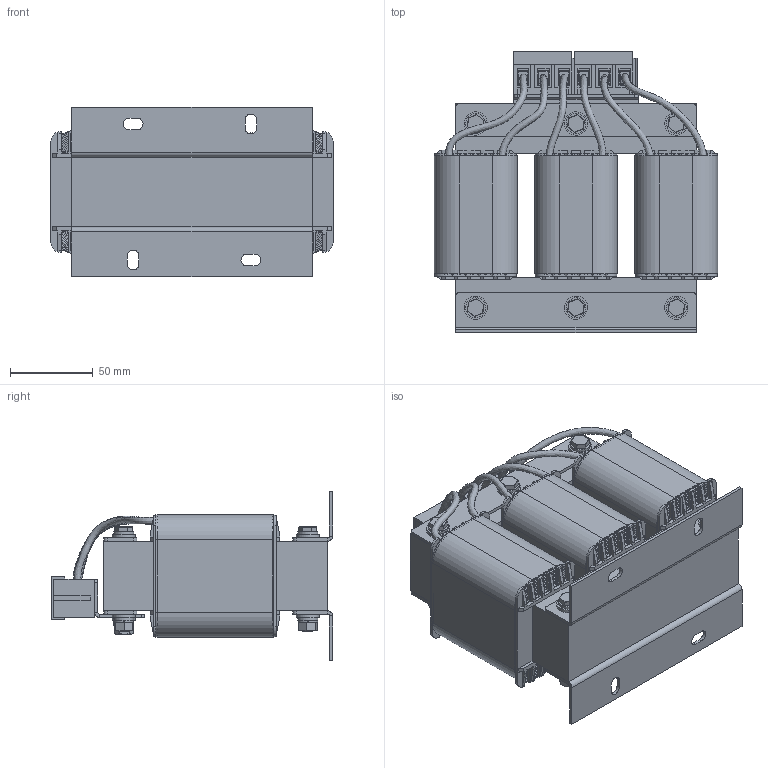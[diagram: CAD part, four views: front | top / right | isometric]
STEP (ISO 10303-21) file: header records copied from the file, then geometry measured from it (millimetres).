
FILE_DESCRIPTION (( 'STEP AP214' ), '1' );
FILE_NAME ('3D ������ �C�-035-�.STEP', '2021-10-22T13:30:05', ( '' ), ( '' ), 'SwSTEP 2.0', 'SolidWorks 2015', '' );
FILE_SCHEMA (( 'AUTOMOTIVE_DESIGN' ));
Length unit declared in the file: millimetre
Products named in the file (22): 彨犪猕瓲_00; ˜ ©¡  6 DIN 125_?ÿcöÿ 6 DIN 125; 則爨･遲ｨｪ_00; 娻腓獱 ガ_00; Šà®­èâ¥©­ ¤«ï ª«¥¬¬ë_00; ˜ ©¡  ¯« áâ¨ª®¢ ï_00; Š«¥¬¬ _3å12,5_00; 癌ｮｭ鞣･ｩｭ 罐ｫｮ｢ｮｩ_00; ‚¨­â Œ5å50_00; ˜ ©¡  ¯àã¦¨­­ ï 6 DIN 127_?ÿcöÿ ô £³ð--ÿ¯ 6 DIN 127; ��⠫�2^3D ������ �C�-035-�_00; 埀镡_00; ��⠫�12^3D ������ �C�-035-�_00; ƒ ©ª  Œ6 DIN 934_?ÿcòÿ ?6 DIN 934; 姞忏瑾燺00; ��⠫�10^3D ������ �C�-035-�_00; ��⠫�3^3D ������ �C�-035-�_00; 刈粤隱 ｢ 癸ｮ爭_00; ��⠫�1^3D ������ �C�-035-�_00; 3D ������ �C�-035-�; ��⠫�11^3D ������ �C�-035-�_00
Assembly tree (64 placements, depth 3):
  3D ������ �C�-035-�
    則爨･遲ｨｪ_00
    刈粤隱 ｢ 癸ｮ爭_00  x3
      姞忏瑾燺00
      埀镡_00
    癌ｮｭ鞣･ｩｭ 罐ｫｮ｢ｮｩ_00  x2
    彨犪猕瓲_00  x2
    ˜ ©¡  ¯« áâ¨ª®¢ ï_00  x12
    Šà®­èâ¥©­ ¤«ï ª«¥¬¬ë_00
    ˜ ©¡  6 DIN 125_?ÿcöÿ 6 DIN 125  x12
    ˜ ©¡  ¯àã¦¨­­ ï 6 DIN 127_?ÿcöÿ ô £³ð--ÿ¯ 6 DIN 127  x6
    ƒ ©ª  Œ6 DIN 934_?ÿcòÿ ?6 DIN 934  x6
    Š«¥¬¬ _3å12,5_00  x2
      Š«¥¬¬ _3å12,5_00
      娻腓獱 ガ_00
    ‚¨­â Œ5å50_00  x6
    ��⠫�1^3D ������ �C�-035-�_00
    ��⠫�2^3D ������ �C�-035-�_00
    ��⠫�3^3D ������ �C�-035-�_00
    ��⠫�10^3D ������ �C�-035-�_00
    ��⠫�11^3D ������ �C�-035-�_00
    ��⠫�12^3D ������ �C�-035-�_00
Bounding box: 171 x 169.6 x 102 mm (x, y, z)
Volume: 1242916.6 mm3; surface area: 352093.8 mm2
Topology: 151 solids, 151 shells, 2921 faces, 7180 edges, 4479 vertices
Faces by surface type: plane 1506, cylinder 965, torus 348, cone 96, bspline 6
Full cylindrical faces by diameter (mm): 1 x420, 3 x4, 3.5 x2, 5 x6, 5.5 x10, 6 x12, 6.4 x12, 6.5 x25, 7 x12, 7.5 x12, 12 x12, 14 x12
Entity records: 34317 total; most frequent: CARTESIAN_POINT 5685, DIRECTION 4398, ORIENTED_EDGE 3826, EDGE_CURVE 1913, AXIS2_PLACEMENT_3D 1558, VERTEX_POINT 1375, EDGE_LOOP 1316, VECTOR 1282
